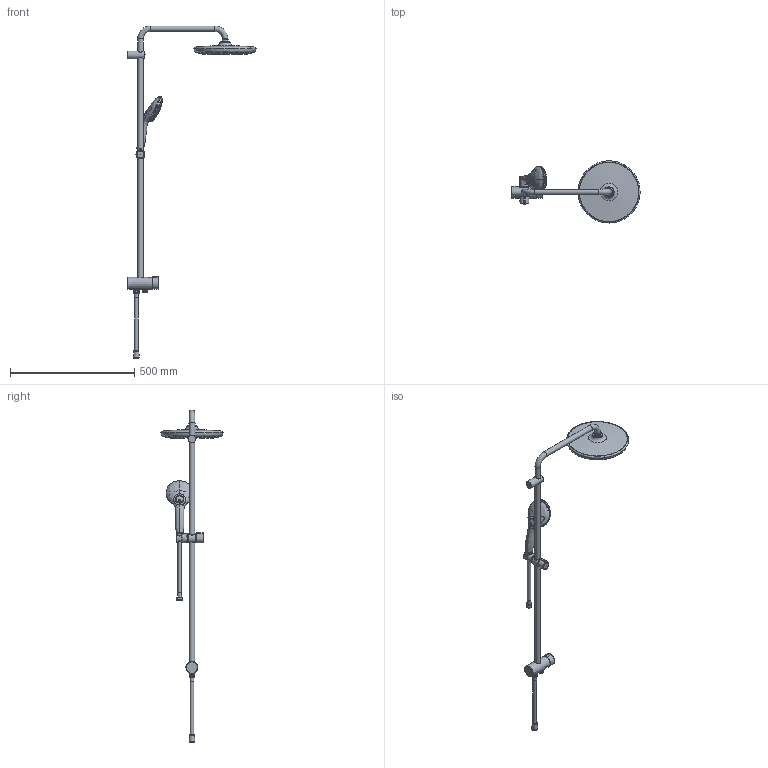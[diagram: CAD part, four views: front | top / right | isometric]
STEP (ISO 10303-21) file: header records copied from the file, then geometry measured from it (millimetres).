
FILE_DESCRIPTION(/* description */ ('Unknown'),/* implementation_level */ '2;1');
FILE_NAME(/* name */ '26979001',/* time_stamp */ '2023-04-21T10:25:04+02:00',/* author */ ('Unknown'),/* organization */ ('GROHE AG'),/* preprocessor_version */ 'ST-DEVELOPER v16.7',/* originating_system */ 'DEX',/* authorisation */ $);
FILE_SCHEMA (('AUTOMOTIVE_DESIGN {1 0 10303 214 3 1 1}'));
Products named in the file (9): 26979001; 26979001_0; id109; 081107 GTM1000C Handles Update02; A4297452_BUMPER + NOZZLES_SOLID; A4298721_HOUSING_SURFACES_PS_SURFACE_V1_HIGHER_SOLID_211103; A4298722_SOFTTOOL DIAL_NEW_POSITION_RADIUS_0,7; shell
Assembly tree (8 placements, depth 2):
  26979001
    26979001
    26979001_0
    id109
    081107 GTM1000C Handles Update02
    A4297452_BUMPER + NOZZLES_SOLID
    A4298721_HOUSING_SURFACES_PS_SURFACE_V1_HIGHER_SOLID_211103
    A4298722_SOFTTOOL DIAL_NEW_POSITION_RADIUS_0,7
    shell
Bounding box: 515.41 x 249.61 x 1334.36 mm (x, y, z)
Volume: 108083 mm3; surface area: 372806.7 mm2
Topology: 2 solids, 330 shells, 1882 faces, 7069 edges, 5536 vertices
Faces by surface type: bspline 825, cylinder 395, plane 302, torus 199, cone 112, sphere 49
Full cylindrical faces by diameter (mm): 2 x59, 2.8 x72, 3.7 x2, 3.8 x126, 4.1 x7, 4.65 x28, 4.85 x3, 14.262 x2, 15 x4, 19.9 x2, 20.96 x1, 21.5 x1, 22 x5, 22.6 x2, 22.9 x1, 23 x3, 28 x1, 30.3 x1, 31.3 x1, 33.4 x2, 36 x2, 98.8 x1, 100.004 x1
Entity records: 143170 total; most frequent: CARTESIAN_POINT 96324, ORIENTED_EDGE 8212, EDGE_CURVE 5899, DIRECTION 5634, VERTEX_POINT 4989, B_SPLINE_CURVE_WITH_KNOTS 3663, EDGE_LOOP 3224, FACE_BOUND 3224
